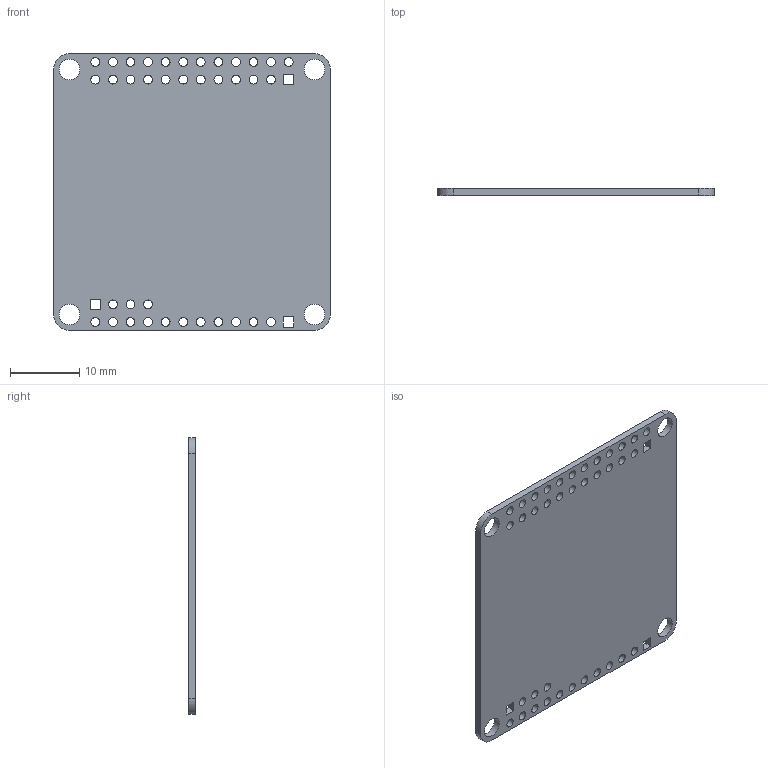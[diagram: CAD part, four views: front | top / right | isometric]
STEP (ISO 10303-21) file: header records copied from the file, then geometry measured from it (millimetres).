
FILE_DESCRIPTION(/* description */ (''),/* implementation_level */ '2;1');
FILE_NAME(/* name */ 'Bunn_nano_pi_neo.stp',/* time_stamp */ '2018-02-11T17:42:22+01:00',/* author */ ('kristoffer'),/* organization */ (''),/* preprocessor_version */ 'ST-DEVELOPER v17',/* originating_system */ 'Autodesk Inventor 2018',/* authorisation */ '');
FILE_SCHEMA (('AUTOMOTIVE_DESIGN { 1 0 10303 214 3 1 1 }'));
Length unit declared in the file: millimetre
Products named in the file (1): Bunn_nano_pi_neo
Bounding box: 40 x 1 x 40 mm (x, y, z)
Volume: 1513.3 mm3; surface area: 3386.4 mm2
Topology: 1 solids, 1 shells, 63 faces, 183 edges, 122 vertices
Faces by surface type: cylinder 45, plane 18
Full cylindrical faces by diameter (mm): 1.27 x37, 3 x4
Entity records: 2342 total; most frequent: DIRECTION 401, CARTESIAN_POINT 369, ORIENTED_EDGE 366, EDGE_CURVE 183, AXIS2_PLACEMENT_3D 154, EDGE_LOOP 151, VERTEX_POINT 122, LINE 93
